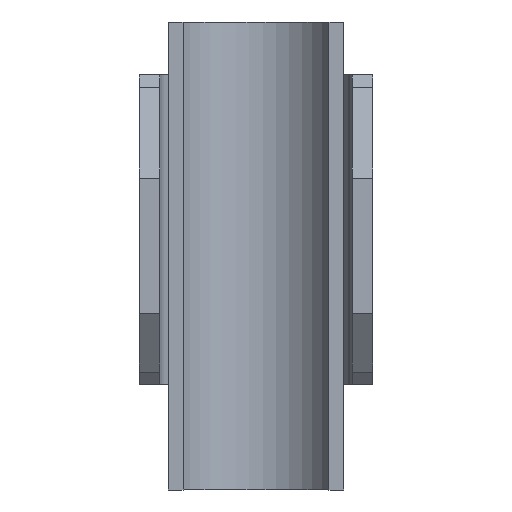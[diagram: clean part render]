
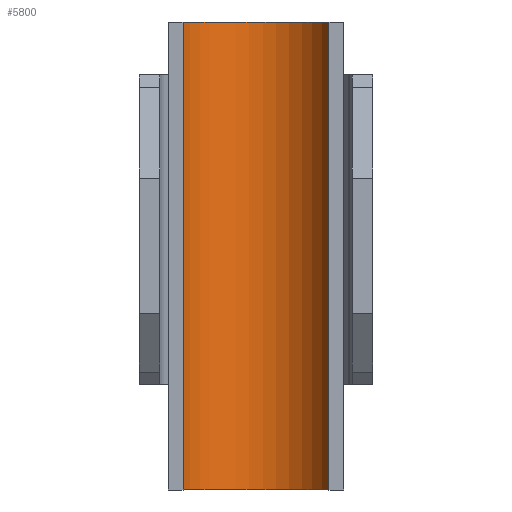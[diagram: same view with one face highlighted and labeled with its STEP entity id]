
A CAD part, front view. The second image highlights one B-rep face of the part: STEP entity #5800.
In plain terms, the highlighted cylindrical face has radius 6 mm (diameter 12 mm), a partial arc.
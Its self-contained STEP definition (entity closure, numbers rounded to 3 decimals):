
#189 = CARTESIAN_POINT ( 'NONE',  ( 0., -6., -17. ) ) ;
#366 = DIRECTION ( 'NONE',  ( 0., 0., -1. ) ) ;
#420 = VECTOR ( 'NONE', #8797, 1000. ) ;
#512 = CARTESIAN_POINT ( 'NONE',  ( -5.307, -3.2, 17. ) ) ;
#842 = DIRECTION ( 'NONE',  ( 1., 0., 0. ) ) ;
#1082 = EDGE_CURVE ( 'NONE', #2018, #6892, #4575, .T. ) ;
#1670 = CARTESIAN_POINT ( 'NONE',  ( 0., -6., 17. ) ) ;
#1817 = DIRECTION ( 'NONE',  ( 0., 0., -1. ) ) ;
#2018 = VERTEX_POINT ( 'NONE', #512 ) ;
#2334 = AXIS2_PLACEMENT_3D ( 'NONE', #189, #3970, #842 ) ;
#3081 = DIRECTION ( 'NONE',  ( 0., 0., -1. ) ) ;
#3123 = CIRCLE ( 'NONE', #2334, 6. ) ;
#3544 = CARTESIAN_POINT ( 'NONE',  ( -5.307, -3.2, -17. ) ) ;
#3743 = ORIENTED_EDGE ( 'NONE', *, *, #9462, .T. ) ;
#3835 = LINE ( 'NONE', #9019, #420 ) ;
#3945 = EDGE_CURVE ( 'NONE', #2018, #5377, #3835, .T. ) ;
#3952 = DIRECTION ( 'NONE',  ( -1., 0., 0. ) ) ;
#3970 = DIRECTION ( 'NONE',  ( 0., 0., -1. ) ) ;
#4422 = ORIENTED_EDGE ( 'NONE', *, *, #3945, .T. ) ;
#4575 = CIRCLE ( 'NONE', #5995, 6. ) ;
#5377 = VERTEX_POINT ( 'NONE', #3544 ) ;
#5800 = ADVANCED_FACE ( 'NONE', ( #7695 ), #8583, .F. ) ;
#5903 = VERTEX_POINT ( 'NONE', #8787 ) ;
#5995 = AXIS2_PLACEMENT_3D ( 'NONE', #7525, #3081, #7569 ) ;
#6242 = AXIS2_PLACEMENT_3D ( 'NONE', #1670, #1817, #3952 ) ;
#6892 = VERTEX_POINT ( 'NONE', #6905 ) ;
#6905 = CARTESIAN_POINT ( 'NONE',  ( 5.307, -3.2, 17. ) ) ;
#7525 = CARTESIAN_POINT ( 'NONE',  ( 0., -6., 17. ) ) ;
#7569 = DIRECTION ( 'NONE',  ( 1., 0., 0. ) ) ;
#7580 = ORIENTED_EDGE ( 'NONE', *, *, #8304, .F. ) ;
#7695 = FACE_OUTER_BOUND ( 'NONE', #7818, .T. ) ;
#7818 = EDGE_LOOP ( 'NONE', ( #3743, #7580, #8974, #4422 ) ) ;
#7846 = LINE ( 'NONE', #9533, #7983 ) ;
#7983 = VECTOR ( 'NONE', #366, 1000. ) ;
#8304 = EDGE_CURVE ( 'NONE', #6892, #5903, #7846, .T. ) ;
#8583 = CYLINDRICAL_SURFACE ( 'NONE', #6242, 6. ) ;
#8787 = CARTESIAN_POINT ( 'NONE',  ( 5.307, -3.2, -17. ) ) ;
#8797 = DIRECTION ( 'NONE',  ( 0., 0., -1. ) ) ;
#8974 = ORIENTED_EDGE ( 'NONE', *, *, #1082, .F. ) ;
#9019 = CARTESIAN_POINT ( 'NONE',  ( -5.307, -3.2, 17. ) ) ;
#9462 = EDGE_CURVE ( 'NONE', #5377, #5903, #3123, .T. ) ;
#9533 = CARTESIAN_POINT ( 'NONE',  ( 5.307, -3.2, 17. ) ) ;
